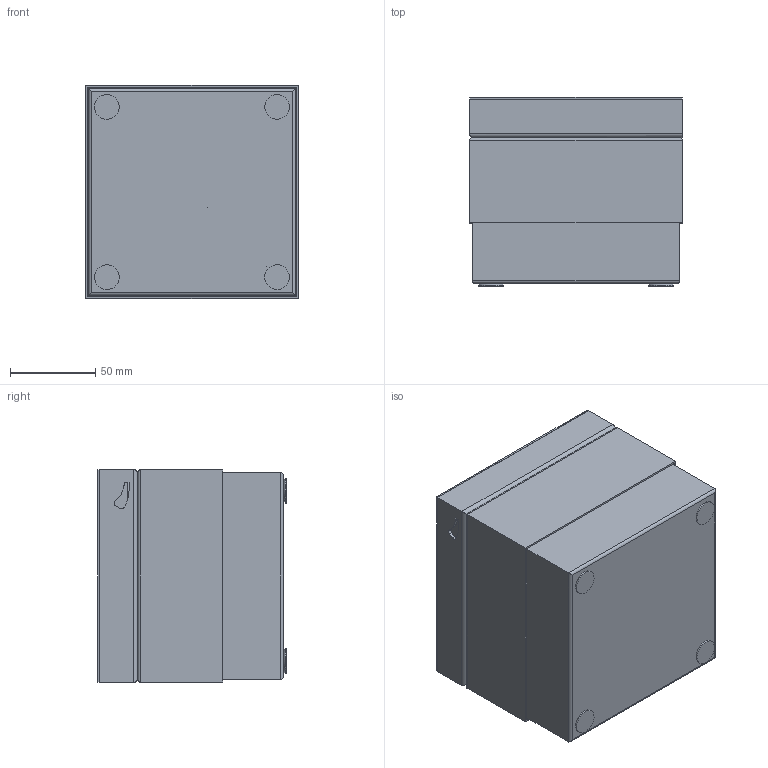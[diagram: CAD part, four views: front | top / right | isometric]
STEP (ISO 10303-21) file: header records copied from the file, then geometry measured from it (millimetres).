
FILE_DESCRIPTION((''),'2;1');
FILE_NAME('7368399_ASM','2014-06-05T',('AndreasKeweloh'),(''),'PRO/ENGINEER BY PARAMETRIC TECHNOLOGY CORPORATION, 2014000','PRO/ENGINEER BY PARAMETRIC TECHNOLOGY CORPORATION, 2014000','');
FILE_SCHEMA(('CONFIG_CONTROL_DESIGN'));
Length unit declared in the file: millimetre
Products named in the file (18): 52058G8; 031059_TRENNWAND_ABGEBOGEN; 002184; 002186; 002305_ASM; 42389C_EINBAUSITUATION_GE2; 031065; 031240_ABGEBOGENER_STECKANSCHLU; 031066_ANGEBOGENER_STECKANSCHLU_ASM; 002247T1; 002247_ASM; 036060T1; 036060_ASM; 038824; 031099; 002245; 031101_ASM; 7368399_ASM
Assembly tree (23 placements, depth 3):
  7368399_ASM
    52058G8  x4
    031059_TRENNWAND_ABGEBOGEN
    002305_ASM
      002184
      002186
    031066_ANGEBOGENER_STECKANSCHLU_ASM
      42389C_EINBAUSITUATION_GE2  x4
      031065
      031240_ABGEBOGENER_STECKANSCHLU
    002247_ASM
      002247T1
    036060_ASM
      036060T1
    038824
    031101_ASM
      031099
      002245
Bounding box: 125.2 x 111 x 125.2 mm (x, y, z)
Volume: 224350.6 mm3; surface area: 347146 mm2
Topology: 18 solids, 18 shells, 719 faces, 1879 edges, 1201 vertices
Faces by surface type: cylinder 352, plane 303, cone 40, torus 24
Entity records: 19476 total; most frequent: CARTESIAN_POINT 4043, ORIENTED_EDGE 3212, DIRECTION 3148, EDGE_CURVE 1606, AXIS2_PLACEMENT_3D 1077, VERTEX_POINT 1045, VECTOR 994, LINE 994
